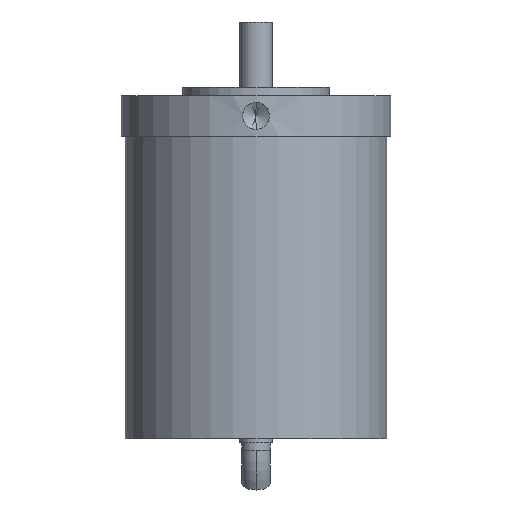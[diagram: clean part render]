
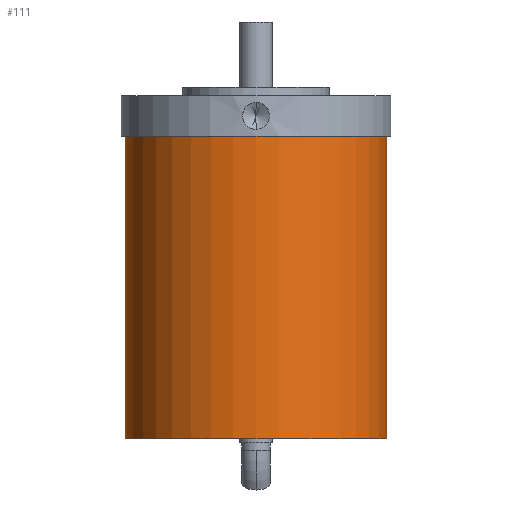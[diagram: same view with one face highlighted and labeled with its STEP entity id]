
A CAD part, front view. The second image highlights one B-rep face of the part: STEP entity #111.
In plain terms, the highlighted cylindrical face has radius 16 mm (diameter 32 mm), a partial arc.
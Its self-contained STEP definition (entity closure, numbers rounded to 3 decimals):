
#37 = ORIENTED_EDGE ( 'NONE', *, *, #117, .T. ) ;
#47 = EDGE_CURVE ( 'NONE', #2491, #2494, #2335, .T. ) ;
#111 = ADVANCED_FACE ( 'NONE', ( #1972 ), #1960, .T. ) ;
#112 = EDGE_LOOP ( 'NONE', ( #113, #37, #147, #146 ) ) ;
#113 = ORIENTED_EDGE ( 'NONE', *, *, #2490, .F. ) ;
#117 = EDGE_CURVE ( 'NONE', #2488, #2487, #1970, .T. ) ;
#146 = ORIENTED_EDGE ( 'NONE', *, *, #47, .F. ) ;
#147 = ORIENTED_EDGE ( 'NONE', *, *, #2496, .T. ) ;
#743 = CARTESIAN_POINT ( 'NONE',  ( 16., 0., -5. ) ) ;
#749 = CARTESIAN_POINT ( 'NONE',  ( -16., 0., -5. ) ) ;
#750 = DIRECTION ( 'NONE',  ( 0., 0., 1. ) ) ;
#751 = VECTOR ( 'NONE', #750, 1000. ) ;
#752 = CARTESIAN_POINT ( 'NONE',  ( -16., 0., 55.43 ) ) ;
#753 = LINE ( 'NONE', #752, #751 ) ;
#754 = CARTESIAN_POINT ( 'NONE',  ( -16., 0., -42. ) ) ;
#755 = CARTESIAN_POINT ( 'NONE',  ( 16., 0., -42. ) ) ;
#799 = DIRECTION ( 'NONE',  ( 0., 0., 1. ) ) ;
#800 = VECTOR ( 'NONE', #799, 1000. ) ;
#801 = CARTESIAN_POINT ( 'NONE',  ( 16., 0., 55.43 ) ) ;
#802 = LINE ( 'NONE', #801, #800 ) ;
#1950 = DIRECTION ( 'NONE',  ( 1., 0., 0. ) ) ;
#1952 = AXIS2_PLACEMENT_3D ( 'NONE', #1982, #1975, #1974 ) ;
#1960 = CYLINDRICAL_SURFACE ( 'NONE', #1952, 16. ) ;
#1968 = DIRECTION ( 'NONE',  ( 0., 0., 1. ) ) ;
#1969 = AXIS2_PLACEMENT_3D ( 'NONE', #1971, #1968, #1950 ) ;
#1970 = CIRCLE ( 'NONE', #1969, 16. ) ;
#1971 = CARTESIAN_POINT ( 'NONE',  ( 0., 0., -42. ) ) ;
#1972 = FACE_OUTER_BOUND ( 'NONE', #112, .T. ) ;
#1974 = DIRECTION ( 'NONE',  ( 1., 0., 0. ) ) ;
#1975 = DIRECTION ( 'NONE',  ( 0., 0., 1. ) ) ;
#1982 = CARTESIAN_POINT ( 'NONE',  ( 0., 0., 55.43 ) ) ;
#2332 = CARTESIAN_POINT ( 'NONE',  ( 0., 0., -5. ) ) ;
#2333 = DIRECTION ( 'NONE',  ( 0., 0., 1. ) ) ;
#2334 = AXIS2_PLACEMENT_3D ( 'NONE', #2332, #2333, #2393 ) ;
#2335 = CIRCLE ( 'NONE', #2334, 16. ) ;
#2393 = DIRECTION ( 'NONE',  ( 1., 0., 0. ) ) ;
#2487 = VERTEX_POINT ( 'NONE', #755 ) ;
#2488 = VERTEX_POINT ( 'NONE', #754 ) ;
#2490 = EDGE_CURVE ( 'NONE', #2488, #2491, #753, .T. ) ;
#2491 = VERTEX_POINT ( 'NONE', #749 ) ;
#2494 = VERTEX_POINT ( 'NONE', #743 ) ;
#2496 = EDGE_CURVE ( 'NONE', #2487, #2494, #802, .T. ) ;
